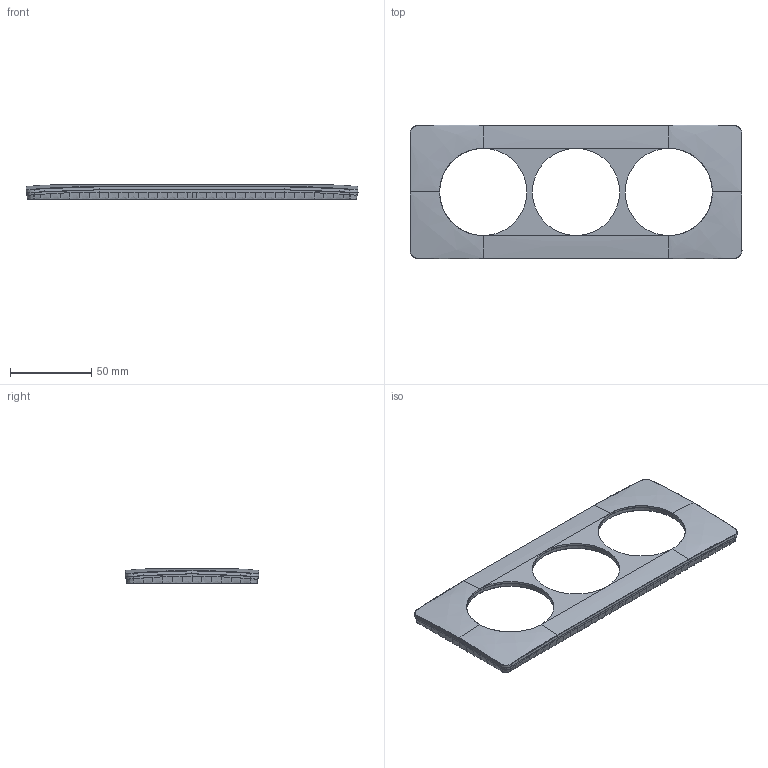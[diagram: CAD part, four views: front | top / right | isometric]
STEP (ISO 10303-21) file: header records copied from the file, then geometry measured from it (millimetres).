
FILE_DESCRIPTION(('CATIA V5 STEP Exchange','CAx-IF Rec.Pracs.--- Model Styling and Organization---1.5--- 2016-08-15','CAx-IF Rec.Pracs.---Supplemental Geometry---1.0---2011-11-01','CAx-IF Rec.Pracs.--- Composite Materials ---1.1---2010-07-15'),'2;1');
FILE_NAME('ED08983 peau.stp','2023-06-16T08:41:43+00:00',('none'),('none'),'CATIA Version 5-6 Release 2020 SP3','CATIA V5 STEP AP214 v2','none');
FILE_SCHEMA(('AUTOMOTIVE_DESIGN { 1 0 10303 214 1 1 1 1 }'));
Products named in the file (1): ED08983 peau
Bounding box: 204 x 82 x 8.7 mm (x, y, z)
Surface area: 28810.3 mm2 (no closed solid volume)
Topology: 0 solids, 1 shells, 341 faces, 872 edges, 541 vertices
Faces by surface type: bspline 246, plane 54, extrusion 13, cone 12, cylinder 10, torus 6
Entity records: 36534 total; most frequent: CARTESIAN_POINT 30567, ORIENTED_EDGE 1744, EDGE_CURVE 872, B_SPLINE_CURVE_WITH_KNOTS 698, VERTEX_POINT 541, EDGE_LOOP 355, ADVANCED_FACE 341, FACE_OUTER_BOUND 341
